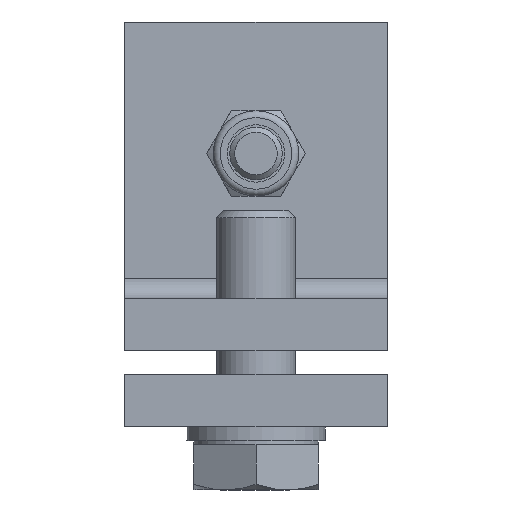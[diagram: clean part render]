
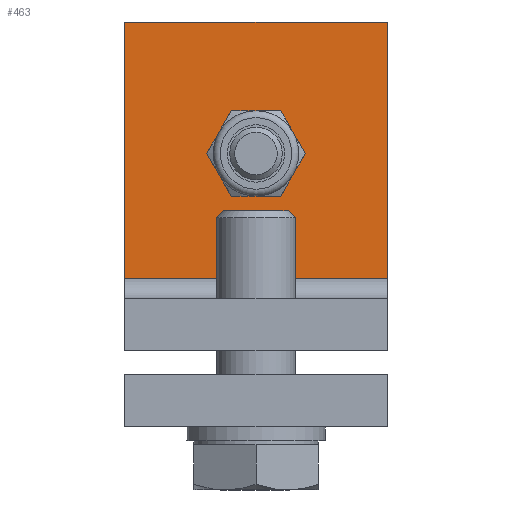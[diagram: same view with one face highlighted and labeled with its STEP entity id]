
A CAD part, left-side view. The second image highlights one B-rep face of the part: STEP entity #463.
In plain terms, the highlighted face is planar.
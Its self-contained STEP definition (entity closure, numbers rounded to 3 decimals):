
#463=ADVANCED_FACE('',(#850,#851),#852,.T.);
#850=FACE_OUTER_BOUND('',#1278,.T.);
#851=FACE_BOUND('',#1279,.T.);
#852=PLANE('',#1280);
#1278=EDGE_LOOP('',(#1861,#1862,#1863,#1864));
#1279=EDGE_LOOP('',(#1865));
#1280=AXIS2_PLACEMENT_3D('',#1866,#1867,#1868);
#1861=ORIENTED_EDGE('',*,*,#2584,.T.);
#1862=ORIENTED_EDGE('',*,*,#2523,.T.);
#1863=ORIENTED_EDGE('',*,*,#2611,.F.);
#1864=ORIENTED_EDGE('',*,*,#2563,.F.);
#1865=ORIENTED_EDGE('',*,*,#2612,.T.);
#1866=CARTESIAN_POINT('',(-23.344,155.621,75.291));
#1867=DIRECTION('',(1.,0.,0.));
#1868=DIRECTION('',(0.,0.,1.));
#2523=EDGE_CURVE('',#2903,#2908,#2910,.T.);
#2563=EDGE_CURVE('',#2971,#2973,#2974,.T.);
#2584=EDGE_CURVE('',#2971,#2903,#3005,.T.);
#2611=EDGE_CURVE('',#2973,#2908,#3046,.T.);
#2612=EDGE_CURVE('',#3047,#3047,#3048,.T.);
#2903=VERTEX_POINT('',#3501);
#2908=VERTEX_POINT('',#3508);
#2910=LINE('',#3511,#3512);
#2971=VERTEX_POINT('',#3634);
#2973=VERTEX_POINT('',#3636);
#2974=LINE('',#3637,#3638);
#3005=LINE('',#3698,#3699);
#3046=LINE('',#3763,#3764);
#3047=VERTEX_POINT('',#3765);
#3048=CIRCLE('',#3766,5.25);
#3501=CARTESIAN_POINT('',(-23.344,155.621,75.291));
#3508=CARTESIAN_POINT('',(-23.344,115.621,75.291));
#3511=CARTESIAN_POINT('',(-23.344,155.621,75.291));
#3512=VECTOR('',#4269,1.);
#3634=CARTESIAN_POINT('',(-23.344,155.621,36.291));
#3636=CARTESIAN_POINT('',(-23.344,115.621,36.291));
#3637=CARTESIAN_POINT('',(-23.344,155.621,36.291));
#3638=VECTOR('',#4317,1.);
#3698=CARTESIAN_POINT('',(-23.344,155.621,38.408));
#3699=VECTOR('',#4339,1.);
#3763=CARTESIAN_POINT('',(-23.344,115.621,38.408));
#3764=VECTOR('',#4377,1.);
#3765=CARTESIAN_POINT('',(-23.344,135.621,60.541));
#3766=AXIS2_PLACEMENT_3D('',#4378,#4379,#4380);
#4269=DIRECTION('',(0.,-1.,0.));
#4317=DIRECTION('',(0.,-1.,0.));
#4339=DIRECTION('',(0.,0.,1.));
#4377=DIRECTION('',(0.,0.,1.));
#4378=CARTESIAN_POINT('',(-23.344,135.621,55.291));
#4379=DIRECTION('',(-1.,0.,0.));
#4380=DIRECTION('',(0.,0.,1.));
